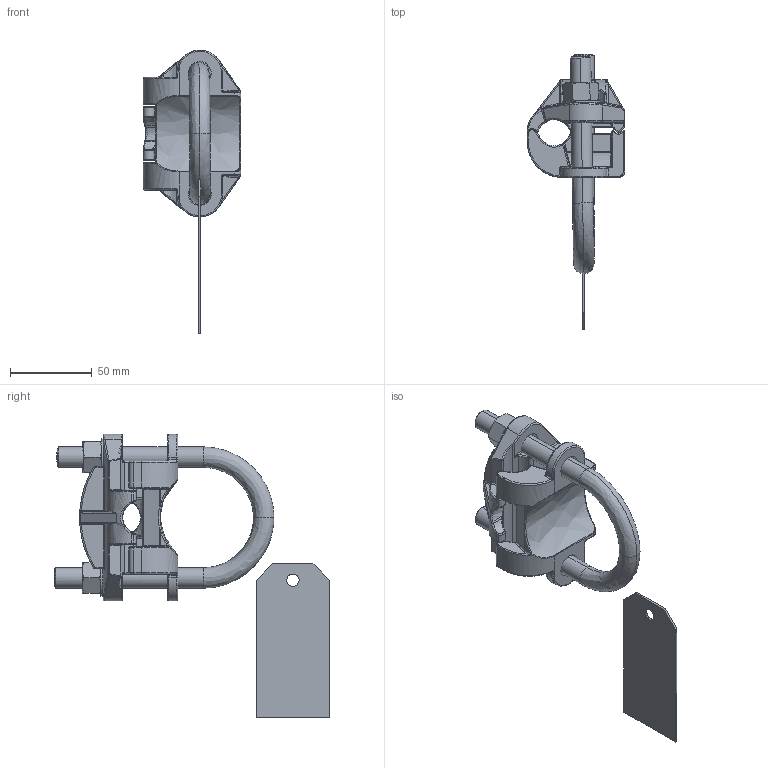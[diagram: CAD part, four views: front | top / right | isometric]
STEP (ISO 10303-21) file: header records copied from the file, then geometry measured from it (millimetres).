
FILE_DESCRIPTION(('FreeCAD Model'),'2;1');
FILE_NAME('Open CASCADE Shape Model','2025-05-05T06:40:11',('FreeCAD'),( 'FreeCAD'),'Open CASCADE STEP processor 7.6','FreeCAD','Unknown');
FILE_SCHEMA(('AUTOMOTIVE_DESIGN { 1 0 10303 214 1 1 1 1 }'));
Length unit declared in the file: millimetre
Products named in the file (1): Open CASCADE STEP translator 7.6 1
Bounding box: 59.79 x 168.06 x 173.46 mm (x, y, z)
Volume: 158631.9 mm3; surface area: 56689.6 mm2
Topology: 8 solids, 8 shells, 783 faces, 1789 edges, 1020 vertices
Faces by surface type: bspline 783
Entity records: 28504 total; most frequent: CARTESIAN_POINT 18521, ORIENTED_EDGE 3578, EDGE_CURVE 1789, B_SPLINE_CURVE_WITH_KNOTS 1033, VERTEX_POINT 1020, FACE_BOUND 799, EDGE_LOOP 799, ADVANCED_FACE 783
